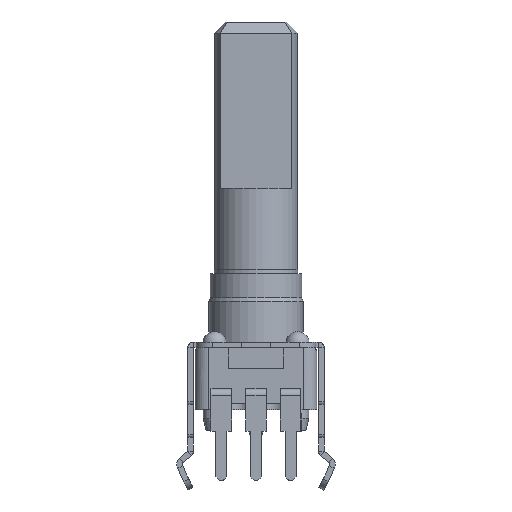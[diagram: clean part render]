
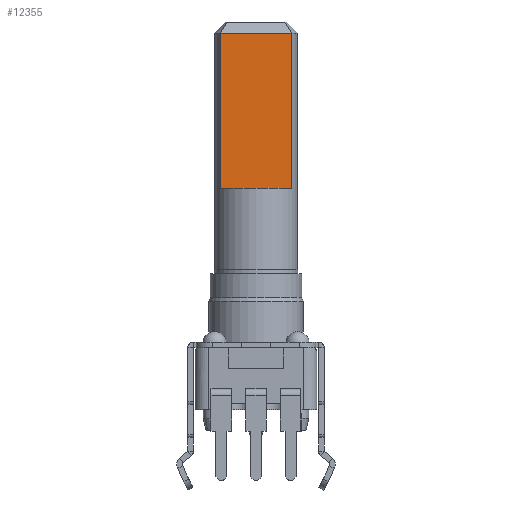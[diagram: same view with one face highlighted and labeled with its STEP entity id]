
A CAD part, front view. The second image highlights one B-rep face of the part: STEP entity #12355.
In plain terms, the highlighted planar face has unit normal (0, -1, 0).
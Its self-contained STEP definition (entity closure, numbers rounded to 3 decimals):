
#770 = VERTEX_POINT ( 'NONE', #6677 ) ;
#806 = EDGE_LOOP ( 'NONE', ( #6210, #9821, #9977, #1802 ) ) ;
#1079 = CARTESIAN_POINT ( 'NONE',  ( -2.598, -1.5, -11.525 ) ) ;
#1375 = PLANE ( 'NONE',  #5495 ) ;
#1732 = CARTESIAN_POINT ( 'NONE',  ( -2.598, -1.5, -11.525 ) ) ;
#1802 = ORIENTED_EDGE ( 'NONE', *, *, #2946, .F. ) ;
#2003 = VERTEX_POINT ( 'NONE', #2543 ) ;
#2053 = VERTEX_POINT ( 'NONE', #1079 ) ;
#2538 = DIRECTION ( 'NONE',  ( 0., 1., 0. ) ) ;
#2543 = CARTESIAN_POINT ( 'NONE',  ( 2.598, -1.5, -11.525 ) ) ;
#2946 = EDGE_CURVE ( 'NONE', #2053, #2003, #9218, .T. ) ;
#3880 = VECTOR ( 'NONE', #10730, 1000. ) ;
#4748 = DIRECTION ( 'NONE',  ( 0., 0., -1. ) ) ;
#4753 = EDGE_CURVE ( 'NONE', #770, #9265, #9311, .T. ) ;
#5495 = AXIS2_PLACEMENT_3D ( 'NONE', #7074, #2538, #4748 ) ;
#6077 = LINE ( 'NONE', #7920, #11756 ) ;
#6210 = ORIENTED_EDGE ( 'NONE', *, *, #7857, .T. ) ;
#6677 = CARTESIAN_POINT ( 'NONE',  ( -2.598, -1.5, -22.725 ) ) ;
#7017 = EDGE_CURVE ( 'NONE', #2003, #9265, #6077, .T. ) ;
#7074 = CARTESIAN_POINT ( 'NONE',  ( -2.598, -1.5, -11.525 ) ) ;
#7857 = EDGE_CURVE ( 'NONE', #2053, #770, #14031, .T. ) ;
#7920 = CARTESIAN_POINT ( 'NONE',  ( 2.598, -1.5, -11.525 ) ) ;
#8380 = CARTESIAN_POINT ( 'NONE',  ( -2.598, -1.5, -11.525 ) ) ;
#9052 = DIRECTION ( 'NONE',  ( 0., 0., -1. ) ) ;
#9218 = LINE ( 'NONE', #1732, #11173 ) ;
#9265 = VERTEX_POINT ( 'NONE', #9955 ) ;
#9311 = LINE ( 'NONE', #11136, #13409 ) ;
#9694 = DIRECTION ( 'NONE',  ( 1., 0., 0. ) ) ;
#9821 = ORIENTED_EDGE ( 'NONE', *, *, #4753, .T. ) ;
#9955 = CARTESIAN_POINT ( 'NONE',  ( 2.598, -1.5, -22.725 ) ) ;
#9977 = ORIENTED_EDGE ( 'NONE', *, *, #7017, .F. ) ;
#10730 = DIRECTION ( 'NONE',  ( 0., 0., -1. ) ) ;
#11136 = CARTESIAN_POINT ( 'NONE',  ( -2.598, -1.5, -22.725 ) ) ;
#11173 = VECTOR ( 'NONE', #9694, 1000. ) ;
#11212 = FACE_OUTER_BOUND ( 'NONE', #806, .T. ) ;
#11756 = VECTOR ( 'NONE', #9052, 1000. ) ;
#12355 = ADVANCED_FACE ( 'NONE', ( #11212 ), #1375, .F. ) ;
#13409 = VECTOR ( 'NONE', #14567, 1000. ) ;
#14031 = LINE ( 'NONE', #8380, #3880 ) ;
#14567 = DIRECTION ( 'NONE',  ( 1., 0., 0. ) ) ;
